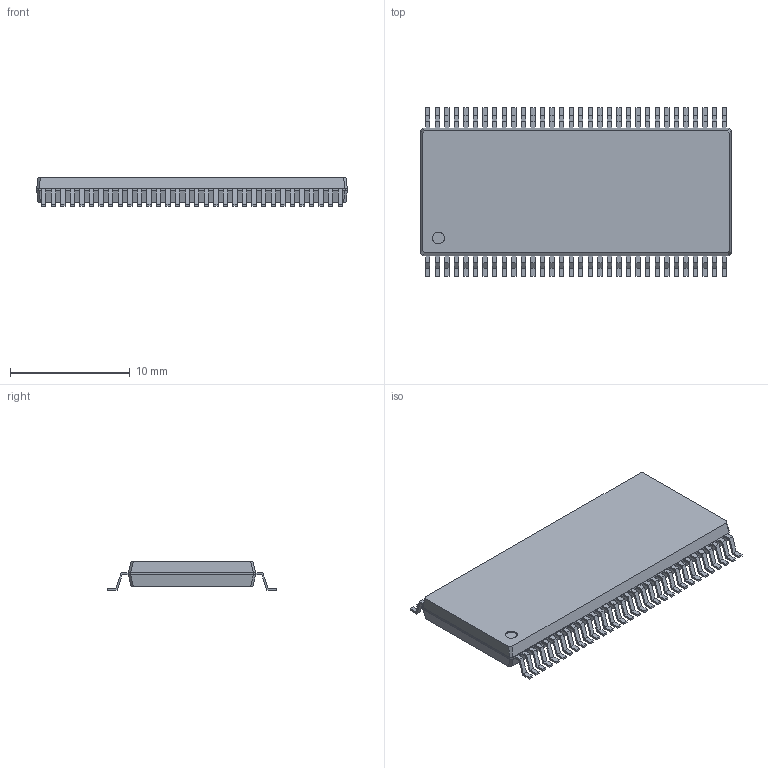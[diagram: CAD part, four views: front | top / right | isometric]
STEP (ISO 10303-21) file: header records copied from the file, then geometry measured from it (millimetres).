
FILE_DESCRIPTION(('FreeCAD Model'),'2;1');
FILE_NAME('Open CASCADE Shape Model','2025-01-19T02:35:40',(''),(''), 'Open CASCADE STEP processor 7.8','FreeCAD','Unknown');
FILE_SCHEMA(('AUTOMOTIVE_DESIGN { 1 0 10303 214 1 1 1 1 }'));
Length unit declared in the file: millimetre
Products named in the file (4): ssop64; difference; Group; Group001
Assembly tree (3 placements, depth 2):
  ssop64
    difference
    Group
    Group001
Bounding box: 26 x 14.1 x 2.4 mm (x, y, z)
Volume: 564.1 mm3; surface area: 865.2 mm2
Topology: 65 solids, 65 shells, 670 faces, 1612 edges, 1075 vertices
Faces by surface type: plane 659, bspline 10, cylinder 1
Full cylindrical faces by diameter (mm): 1 x1
Entity records: 19608 total; most frequent: CARTESIAN_POINT 3484, ORIENTED_EDGE 3224, DIRECTION 2899, EDGE_CURVE 1612, LINE 1569, VECTOR 1569, VERTEX_POINT 1075, FACE_BOUND 673
